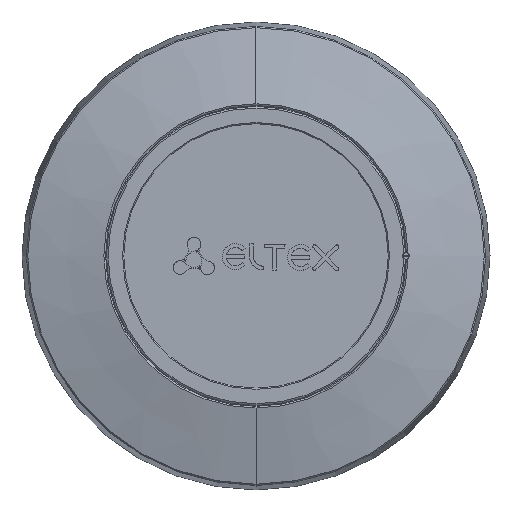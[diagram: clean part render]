
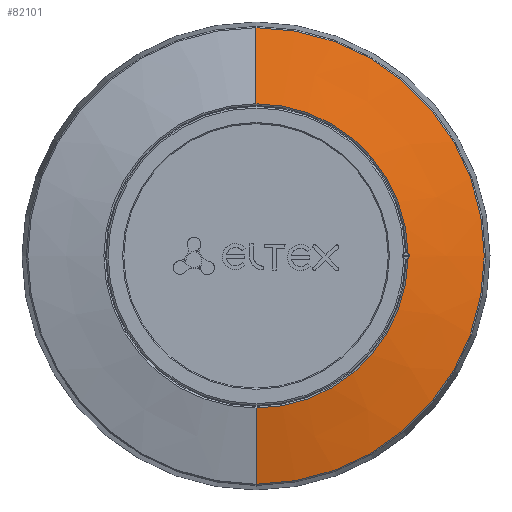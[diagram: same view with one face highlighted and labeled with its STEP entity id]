
A CAD part, top view. The second image highlights one B-rep face of the part: STEP entity #82101.
In plain terms, the highlighted conical face has half-angle 76.387 degrees and reference radius 97.549 mm.
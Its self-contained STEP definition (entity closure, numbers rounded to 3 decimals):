
#166 = ORIENTED_EDGE ( 'NONE', *, *, #15024, .F. ) ;
#496 = CARTESIAN_POINT ( 'NONE',  ( 64.991, 38., -1.08 ) ) ;
#1185 = CARTESIAN_POINT ( 'NONE',  ( 65.143, 37.964, -0.943 ) ) ;
#1949 = CARTESIAN_POINT ( 'NONE',  ( 0., 30.118, -97.549 ) ) ;
#3551 = CARTESIAN_POINT ( 'NONE',  ( 0., 30.118, 0. ) ) ;
#9285 = VERTEX_POINT ( 'NONE', #116553 ) ;
#10140 = CARTESIAN_POINT ( 'NONE',  ( 65.495, 37.88, 0.207 ) ) ;
#13256 = CARTESIAN_POINT ( 'NONE',  ( 0., 30.118, -97.549 ) ) ;
#15005 = AXIS2_PLACEMENT_3D ( 'NONE', #104788, #74532, #43662 ) ;
#15024 = EDGE_CURVE ( 'NONE', #88821, #9285, #94007, .T. ) ;
#15729 = DIRECTION ( 'NONE',  ( 0., 0., 1. ) ) ;
#17226 = VERTEX_POINT ( 'NONE', #1949 ) ;
#17499 = ORIENTED_EDGE ( 'NONE', *, *, #81597, .F. ) ;
#17698 = CONICAL_SURFACE ( 'NONE', #94410, 97.549, 1.333 ) ;
#17761 = CARTESIAN_POINT ( 'NONE',  ( 0., 30.118, 97.549 ) ) ;
#21189 = CARTESIAN_POINT ( 'NONE',  ( 65.27, 37.934, -0.782 ) ) ;
#23184 = CARTESIAN_POINT ( 'NONE',  ( 65.415, 37.899, 0.506 ) ) ;
#27254 = B_SPLINE_CURVE_WITH_KNOTS ( 'NONE', 3,
 ( #496, #124889, #1185, #21189, #43118, #125557, #31461, #32140, #10140, #82933, #23184, #72641, #84966, #114572 ),
 .UNSPECIFIED., .F., .F.,
 ( 4, 2, 2, 2, 2, 2, 4 ),
 ( 0., 0., 0.001, 0.001, 0.002, 0.002, 0.002 ),
 .UNSPECIFIED. ) ;
#28323 = AXIS2_PLACEMENT_3D ( 'NONE', #68595, #69949, #15729 ) ;
#31461 = CARTESIAN_POINT ( 'NONE',  ( 65.506, 37.877, -0.208 ) ) ;
#32140 = CARTESIAN_POINT ( 'NONE',  ( 65.507, 37.877, 0.102 ) ) ;
#33439 = ORIENTED_EDGE ( 'NONE', *, *, #79866, .F. ) ;
#35125 = EDGE_CURVE ( 'NONE', #88821, #97197, #66051, .T. ) ;
#41064 = VERTEX_POINT ( 'NONE', #89533 ) ;
#43118 = CARTESIAN_POINT ( 'NONE',  ( 65.325, 37.92, -0.694 ) ) ;
#43342 = CARTESIAN_POINT ( 'NONE',  ( 0., 30.118, 0. ) ) ;
#43662 = DIRECTION ( 'NONE',  ( 0., 0., 1. ) ) ;
#44762 = DIRECTION ( 'NONE',  ( 0., -0.235, 0.972 ) ) ;
#46928 = EDGE_LOOP ( 'NONE', ( #166, #106567, #135844, #17499, #33439, #62945 ) ) ;
#49649 = VECTOR ( 'NONE', #44762, 1000. ) ;
#57924 = CARTESIAN_POINT ( 'NONE',  ( 64.991, 38., -1.08 ) ) ;
#62945 = ORIENTED_EDGE ( 'NONE', *, *, #98494, .T. ) ;
#66051 = LINE ( 'NONE', #17761, #49649 ) ;
#68595 = CARTESIAN_POINT ( 'NONE',  ( 0., 38., 0. ) ) ;
#69247 = AXIS2_PLACEMENT_3D ( 'NONE', #3551, #84665, #126599 ) ;
#69949 = DIRECTION ( 'NONE',  ( 0., 1., 0. ) ) ;
#72641 = CARTESIAN_POINT ( 'NONE',  ( 65.28, 37.931, 0.787 ) ) ;
#74369 = DIRECTION ( 'NONE',  ( 0., -0.235, -0.972 ) ) ;
#74532 = DIRECTION ( 'NONE',  ( 0., 1., 0. ) ) ;
#75798 = CIRCLE ( 'NONE', #69247, 97.549 ) ;
#76575 = CARTESIAN_POINT ( 'NONE',  ( 0., 38., 65. ) ) ;
#78801 = CARTESIAN_POINT ( 'NONE',  ( 0., 30.118, 97.549 ) ) ;
#79866 = EDGE_CURVE ( 'NONE', #89484, #41064, #118202, .T. ) ;
#81597 = EDGE_CURVE ( 'NONE', #41064, #17226, #106679, .T. ) ;
#82101 = ADVANCED_FACE ( 'NONE', ( #126460 ), #17698, .T. ) ;
#82933 = CARTESIAN_POINT ( 'NONE',  ( 65.449, 37.891, 0.408 ) ) ;
#84665 = DIRECTION ( 'NONE',  ( 0., 1., 0. ) ) ;
#84966 = CARTESIAN_POINT ( 'NONE',  ( 65.151, 37.962, 0.95 ) ) ;
#88821 = VERTEX_POINT ( 'NONE', #76575 ) ;
#89484 = VERTEX_POINT ( 'NONE', #57924 ) ;
#89533 = CARTESIAN_POINT ( 'NONE',  ( 0., 38., -65. ) ) ;
#94007 = CIRCLE ( 'NONE', #15005, 65. ) ;
#94410 = AXIS2_PLACEMENT_3D ( 'NONE', #43342, #129159, #131215 ) ;
#97197 = VERTEX_POINT ( 'NONE', #78801 ) ;
#98494 = EDGE_CURVE ( 'NONE', #89484, #9285, #27254, .T. ) ;
#104788 = CARTESIAN_POINT ( 'NONE',  ( 0., 38., 0. ) ) ;
#106567 = ORIENTED_EDGE ( 'NONE', *, *, #35125, .T. ) ;
#106679 = LINE ( 'NONE', #13256, #127326 ) ;
#114572 = CARTESIAN_POINT ( 'NONE',  ( 64.991, 38., 1.08 ) ) ;
#116553 = CARTESIAN_POINT ( 'NONE',  ( 64.991, 38., 1.08 ) ) ;
#118202 = CIRCLE ( 'NONE', #28323, 65. ) ;
#118771 = EDGE_CURVE ( 'NONE', #97197, #17226, #75798, .T. ) ;
#124889 = CARTESIAN_POINT ( 'NONE',  ( 65.071, 37.981, -1.015 ) ) ;
#125557 = CARTESIAN_POINT ( 'NONE',  ( 65.459, 37.889, -0.416 ) ) ;
#126460 = FACE_OUTER_BOUND ( 'NONE', #46928, .T. ) ;
#126599 = DIRECTION ( 'NONE',  ( 0., 0., 1. ) ) ;
#127326 = VECTOR ( 'NONE', #74369, 1000. ) ;
#129159 = DIRECTION ( 'NONE',  ( 0., -1., 0. ) ) ;
#131215 = DIRECTION ( 'NONE',  ( 0., 0., -1. ) ) ;
#135844 = ORIENTED_EDGE ( 'NONE', *, *, #118771, .T. ) ;
